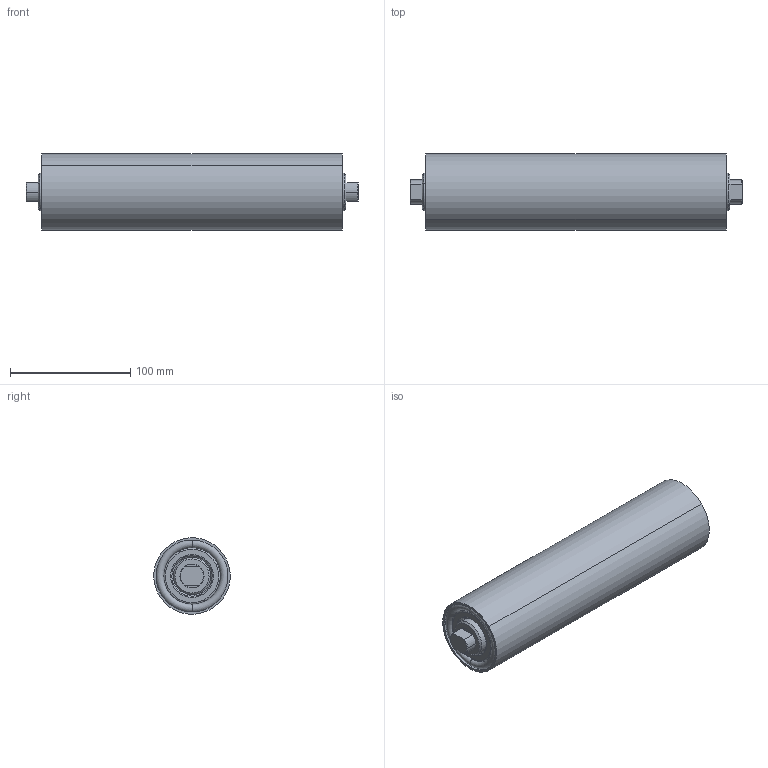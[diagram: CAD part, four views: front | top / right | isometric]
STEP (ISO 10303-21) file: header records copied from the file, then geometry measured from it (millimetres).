
FILE_DESCRIPTION (( 'STEP AP214' ), '1' );
FILE_NAME ('0025877_TRST-63,5x1,8-STL-A20-SW15x10-RL=250_(A-01).step', '2019-02-20T14:11:19', ( '' ), ( '' ), 'SwSTEP 2.0', 'SolidWorks 2018', '' );
FILE_SCHEMA (( 'AUTOMOTIVE_DESIGN' ));
Length unit declared in the file: millimetre
Products named in the file (1): 0025877_TRST-63,5x1,8-STL-A20-SW15x10-RL=250_(A-01)
Bounding box: 276 x 63.3 x 63.3 mm (x, y, z)
Surface area: 124388.6 mm2 (no closed solid volume)
Topology: 0 solids, 8 shells, 56 faces, 142 edges, 94 vertices
Faces by surface type: torus 16, plane 16, cylinder 14, cone 10
Entity records: 2378 total; most frequent: DIRECTION 346, CARTESIAN_POINT 317, ORIENTED_EDGE 260, AXIS2_PLACEMENT_3D 155, EDGE_CURVE 142, CIRCLE 98, VERTEX_POINT 94, EDGE_LOOP 62
